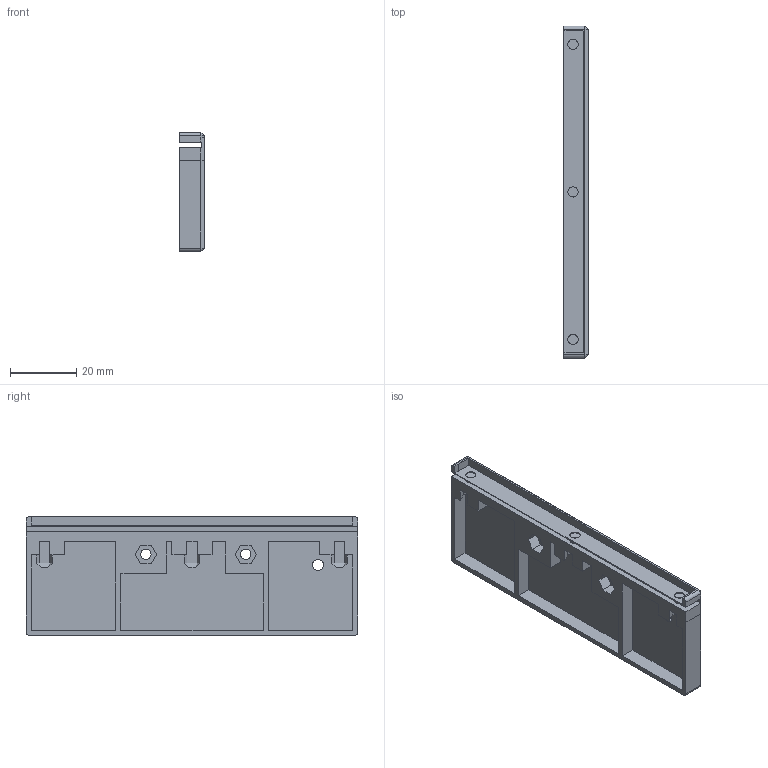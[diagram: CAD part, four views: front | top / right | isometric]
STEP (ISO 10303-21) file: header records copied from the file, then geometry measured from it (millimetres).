
FILE_DESCRIPTION(/* description */ (''),/* implementation_level */ '2;1');
FILE_NAME(/* name */ 'panel_1U.step',/* time_stamp */ '2018-03-30T02:14:08+02:00',/* author */ (''),/* organization */ (''),/* preprocessor_version */ 'ST-DEVELOPER v16.13',/* originating_system */ 'Autodesk Translation Framework v6.5.0.72',/* authorisation */ '');
FILE_SCHEMA (('AUTOMOTIVE_DESIGN { 1 0 10303 214 3 1 1 }'));
Length unit declared in the file: millimetre
Products named in the file (1): FusionComponent
Bounding box: 7.38 x 99.97 x 35.8 mm (x, y, z)
Volume: 13628.4 mm3; surface area: 12245.8 mm2
Topology: 1 solids, 1 shells, 115 faces, 318 edges, 206 vertices
Faces by surface type: plane 98, cylinder 13, cone 4
Full cylindrical faces by diameter (mm): 3.1 x8, 3.3 x1
Entity records: 3643 total; most frequent: CARTESIAN_POINT 636, ORIENTED_EDGE 628, DIRECTION 572, EDGE_CURVE 314, LINE 288, VECTOR 288, VERTEX_POINT 206, AXIS2_PLACEMENT_3D 142
